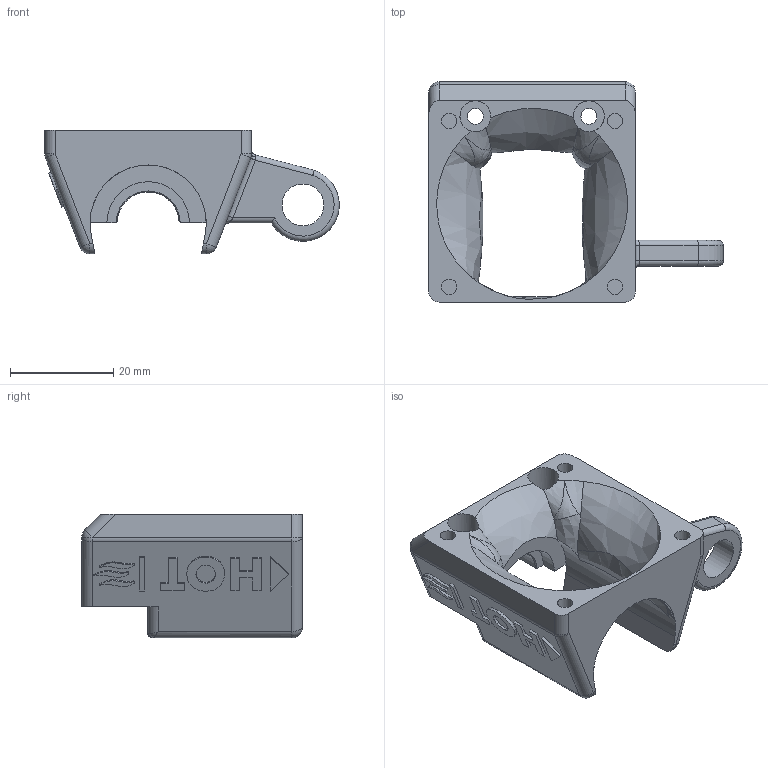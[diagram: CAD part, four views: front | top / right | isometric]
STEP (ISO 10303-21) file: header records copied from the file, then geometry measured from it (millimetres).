
FILE_DESCRIPTION(/* description */ (''),/* implementation_level */ '2;1');
FILE_NAME(/* name */ 'X_carriage_-_V6_Locker_8mm_Sensor_REMIX.step',/* time_stamp */ '2020-02-01T17:27:52-05:00',/* author */ (''),/* organization */ (''),/* preprocessor_version */ 'ST-DEVELOPER v18',/* originating_system */ 'Autodesk Translation Framework v8.12.0.6',/* authorisation */ '');
FILE_SCHEMA (('AUTOMOTIVE_DESIGN { 1 0 10303 214 3 1 1 }'));
Length unit declared in the file: millimetre
Products named in the file (1): FusionComponent
Bounding box: 57.06 x 42.7 x 24 mm (x, y, z)
Volume: 15976.6 mm3; surface area: 7631.9 mm2
Topology: 1 solids, 1 shells, 201 faces, 522 edges, 331 vertices
Faces by surface type: bspline 75, plane 67, cylinder 44, sphere 8, torus 4, cone 3
Full cylindrical faces by diameter (mm): 3 x4, 3.1 x2, 6 x2, 8.1 x1
Entity records: 8532 total; most frequent: CARTESIAN_POINT 4064, ORIENTED_EDGE 1036, DIRECTION 709, EDGE_CURVE 518, VERTEX_POINT 331, AXIS2_PLACEMENT_3D 237, LINE 235, VECTOR 235
